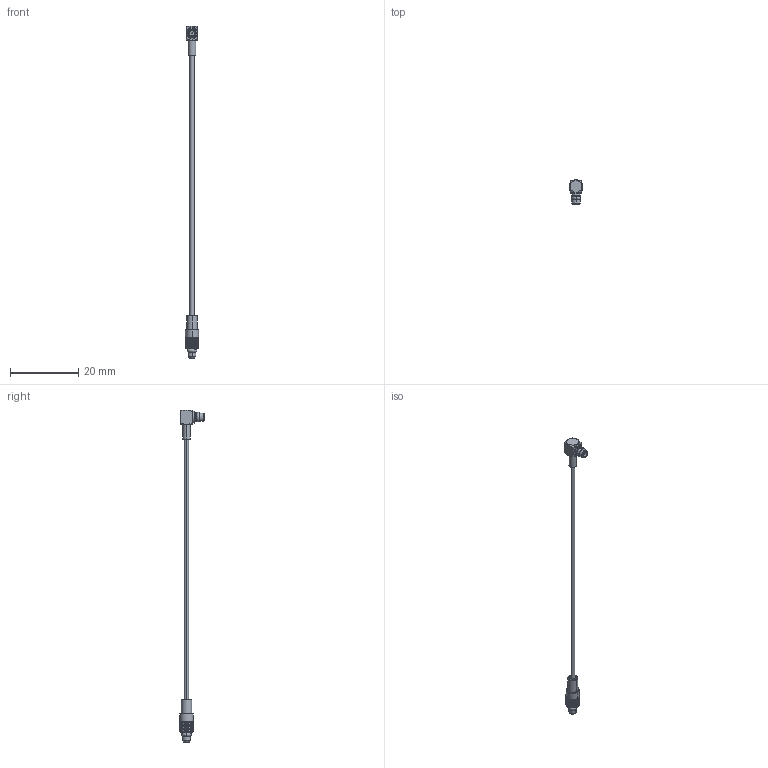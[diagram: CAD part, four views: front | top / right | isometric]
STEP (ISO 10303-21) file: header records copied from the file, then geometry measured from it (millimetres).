
FILE_DESCRIPTION (( 'STEP AP203' ), '1' );
FILE_NAME ('PE38322.step', '2019-08-20T20:56:54', ( '' ), ( '' ), 'SwSTEP 2.0', 'SolidWorks 2018', '' );
FILE_SCHEMA (( 'CONFIG_CONTROL_DESIGN' ));
Products named in the file (4): PE44456; PE44457; Coax Cable_PE-SR047FL; PE38322
Assembly tree (3 placements, depth 2):
  PE38322
    Coax Cable_PE-SR047FL
    PE44457
    PE44456
Bounding box: 4.06 x 7.28 x 97.1 mm (x, y, z)
Volume: 249.5 mm3; surface area: 693.9 mm2
Topology: 5 solids, 5 shells, 1253 faces, 2633 edges, 1406 vertices
Faces by surface type: bspline 840, cylinder 289, plane 95, cone 22, torus 5, sphere 2
Entity records: 49575 total; most frequent: CARTESIAN_POINT 31942, ORIENTED_EDGE 5258, EDGE_CURVE 2629, DIRECTION 1539, VERTEX_POINT 1404, EDGE_LOOP 1271, ADVANCED_FACE 1253, FACE_OUTER_BOUND 1253
